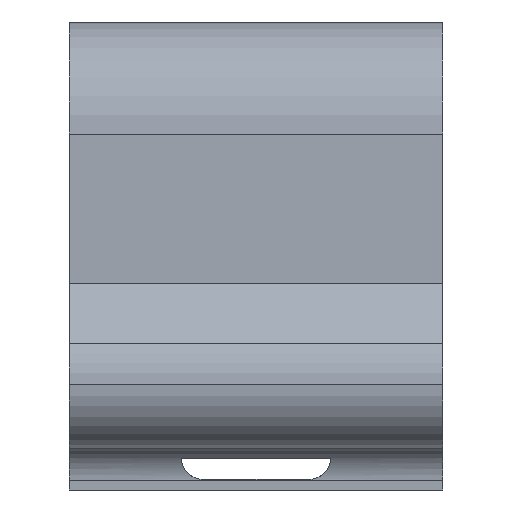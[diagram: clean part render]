
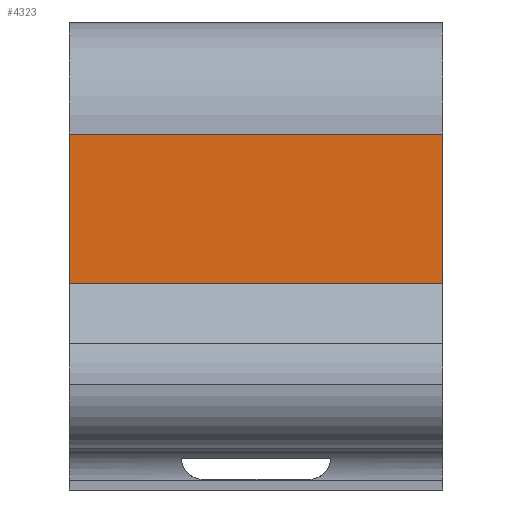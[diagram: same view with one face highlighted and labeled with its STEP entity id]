
A CAD part, left-side view. The second image highlights one B-rep face of the part: STEP entity #4323.
In plain terms, the highlighted planar face has unit normal (-1, 0, 0).
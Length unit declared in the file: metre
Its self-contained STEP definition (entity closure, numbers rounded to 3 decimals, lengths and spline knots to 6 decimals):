
#676=ORIENTED_EDGE('',*,*,#1930,.F.);
#677=ORIENTED_EDGE('',*,*,#1932,.F.);
#678=ORIENTED_EDGE('',*,*,#1933,.F.);
#679=ORIENTED_EDGE('',*,*,#1934,.T.);
#1930=EDGE_CURVE('',#2529,#2530,#2929,.T.);
#1932=EDGE_CURVE('',#2531,#2529,#2930,.T.);
#1933=EDGE_CURVE('',#2532,#2531,#2931,.T.);
#1934=EDGE_CURVE('',#2532,#2530,#2932,.T.);
#2529=VERTEX_POINT('',#6866);
#2530=VERTEX_POINT('',#6868);
#2531=VERTEX_POINT('',#6872);
#2532=VERTEX_POINT('',#6874);
#2929=LINE('',#6867,#3333);
#2930=LINE('',#6871,#3334);
#2931=LINE('',#6873,#3335);
#2932=LINE('',#6875,#3336);
#3333=VECTOR('',#5428,1.);
#3334=VECTOR('',#5433,1.);
#3335=VECTOR('',#5434,1.);
#3336=VECTOR('',#5435,1.);
#3659=EDGE_LOOP('',(#676,#677,#678,#679));
#3936=FACE_BOUND('',#3659,.T.);
#4184=PLANE('',#4656);
#4323=ADVANCED_FACE('NONE',(#3936),#4184,.T.);
#4656=AXIS2_PLACEMENT_3D('',#6870,#5431,#5432);
#5428=DIRECTION('',(0.,-1.,0.));
#5431=DIRECTION('',(-1.,0.,0.));
#5432=DIRECTION('',(0.,0.,-1.));
#5433=DIRECTION('',(0.,0.,1.));
#5434=DIRECTION('',(0.,1.,0.));
#5435=DIRECTION('',(0.,0.,1.));
#6866=CARTESIAN_POINT('',(-0.009626,0.020257,0.0047));
#6867=CARTESIAN_POINT('',(-0.009626,0.026757,0.0047));
#6868=CARTESIAN_POINT('',(-0.009626,0.002757,0.0047));
#6870=CARTESIAN_POINT('',(-0.009626,0.026757,-0.00005));
#6871=CARTESIAN_POINT('',(-0.009626,0.020257,-0.00005));
#6872=CARTESIAN_POINT('',(-0.009626,0.020257,-0.0023));
#6873=CARTESIAN_POINT('',(-0.009626,0.002757,-0.0023));
#6874=CARTESIAN_POINT('',(-0.009626,0.002757,-0.0023));
#6875=CARTESIAN_POINT('',(-0.009626,0.002757,-0.00005));
